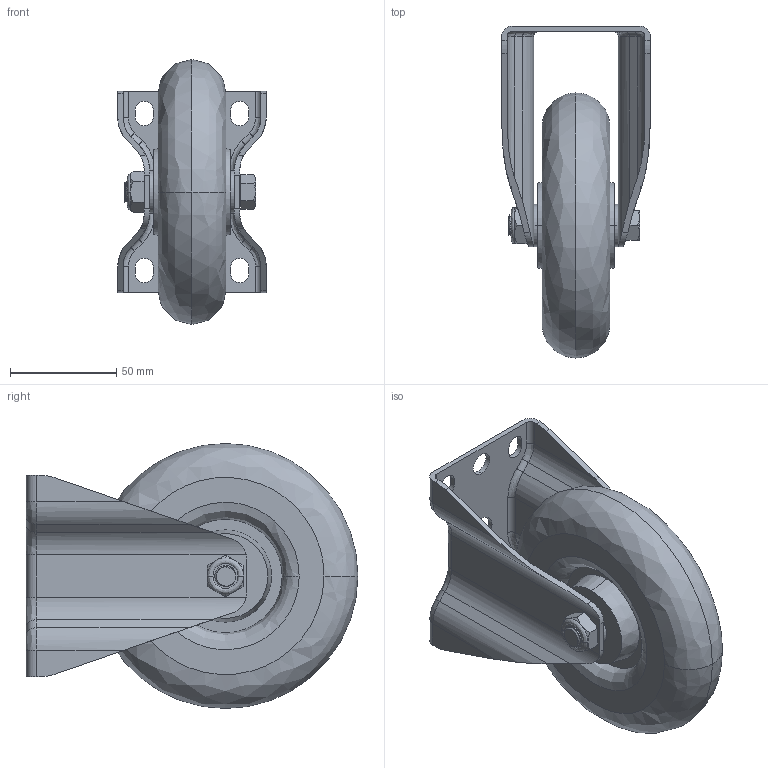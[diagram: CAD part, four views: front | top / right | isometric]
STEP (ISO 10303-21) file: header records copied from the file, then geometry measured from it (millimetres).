
FILE_DESCRIPTION (( 'STEP AP203' ), '1' );
FILE_NAME ('FHJ-501.STEP', '2021-12-19T05:09:54', ( 'PC' ), ( 'Microsoft' ), 'SwSTEP 2.0', 'SolidWorks 2016', '' );
FILE_SCHEMA (( 'CONFIG_CONTROL_DESIGN' ));
Length unit declared in the file: millimetre
Products named in the file (1): FHJ-501
Bounding box: 70 x 156.5 x 125 mm (x, y, z)
Volume: 390016.5 mm3; surface area: 77384.4 mm2
Topology: 1 solids, 1 shells, 192 faces, 476 edges, 300 vertices
Faces by surface type: cylinder 81, plane 65, bspline 28, cone 18
Entity records: 7073 total; most frequent: CARTESIAN_POINT 2558, ORIENTED_EDGE 952, DIRECTION 904, EDGE_CURVE 476, AXIS2_PLACEMENT_3D 347, VERTEX_POINT 300, EDGE_LOOP 222, VECTOR 210
